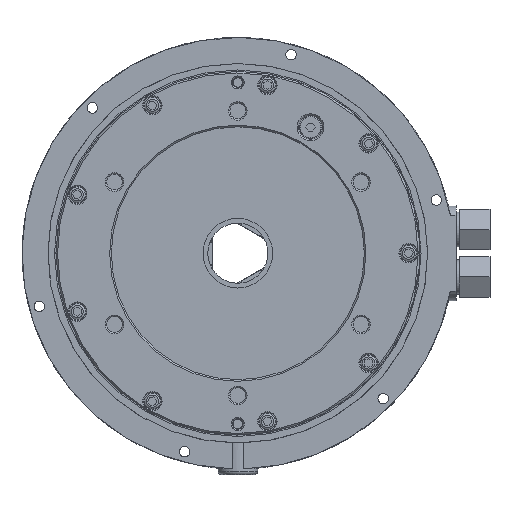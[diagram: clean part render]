
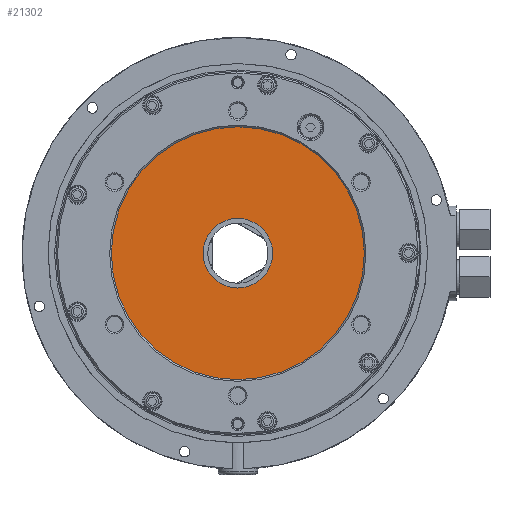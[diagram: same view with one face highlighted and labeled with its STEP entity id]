
A CAD part, left-side view. The second image highlights one B-rep face of the part: STEP entity #21302.
In plain terms, the highlighted planar face has unit normal (-1, 0, 0).
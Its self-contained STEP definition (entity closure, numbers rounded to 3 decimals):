
#8513=ORIENTED_EDGE('',*,*,#12558,.F.);
#8514=ORIENTED_EDGE('',*,*,#12444,.T.);
#12444=EDGE_CURVE('',#14762,#14762,#15876,.T.);
#12558=EDGE_CURVE('',#14861,#14861,#15962,.T.);
#14762=VERTEX_POINT('',#40112);
#14861=VERTEX_POINT('',#40621);
#15876=CIRCLE('',#22986,22.);
#15962=CIRCLE('',#23152,80.);
#17206=EDGE_LOOP('',(#8513));
#17207=EDGE_LOOP('',(#8514));
#18958=FACE_BOUND('',#17206,.T.);
#18959=FACE_BOUND('',#17207,.T.);
#20250=PLANE('',#23174);
#21302=ADVANCED_FACE('',(#18958,#18959),#20250,.T.);
#22986=AXIS2_PLACEMENT_3D('',#40111,#27556,#27557);
#23152=AXIS2_PLACEMENT_3D('',#40620,#27906,#27907);
#23174=AXIS2_PLACEMENT_3D('',#40653,#27950,#27951);
#27556=DIRECTION('',(1.,0.,0.));
#27557=DIRECTION('',(0.,0.,-1.));
#27906=DIRECTION('',(1.,0.,0.));
#27907=DIRECTION('',(0.,0.,-1.));
#27950=DIRECTION('',(-1.,0.,0.));
#27951=DIRECTION('',(0.,0.,1.));
#40111=CARTESIAN_POINT('',(-130.5,0.,0.));
#40112=CARTESIAN_POINT('',(-130.5,0.,-22.));
#40620=CARTESIAN_POINT('',(-130.5,0.,0.));
#40621=CARTESIAN_POINT('',(-130.5,0.,-80.));
#40653=CARTESIAN_POINT('',(-130.5,80.,0.));
